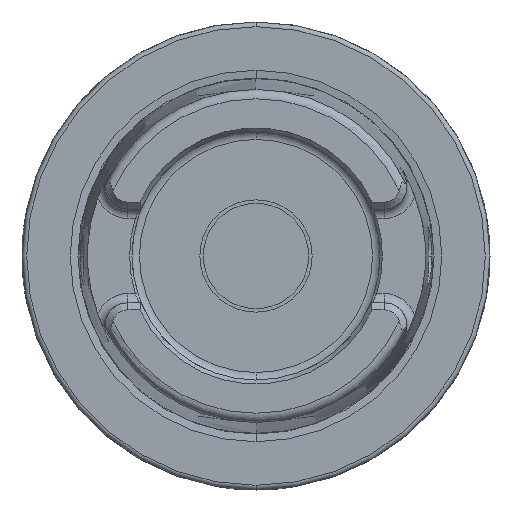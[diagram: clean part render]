
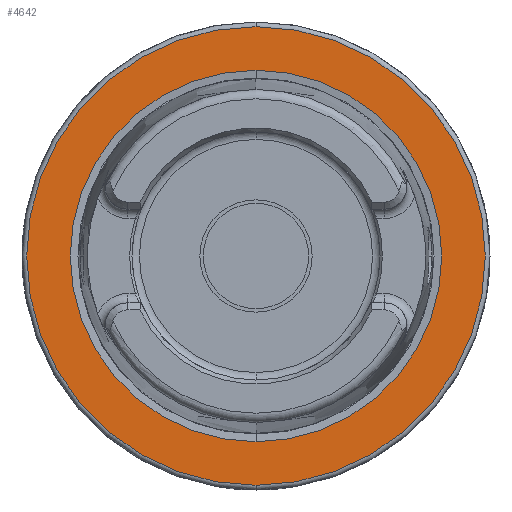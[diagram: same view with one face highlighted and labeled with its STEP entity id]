
A CAD part, left-side view. The second image highlights one B-rep face of the part: STEP entity #4642.
In plain terms, the highlighted planar face has unit normal (-1, 0, 0).
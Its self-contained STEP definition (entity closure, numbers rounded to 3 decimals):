
#1250=CARTESIAN_POINT('',(0.,0.,0.));
#1251=DIRECTION('',(1.,0.,0.));
#1252=DIRECTION('',(0.,0.,-1.));
#1253=AXIS2_PLACEMENT_3D('',#1250,#1251,#1252);
#1255=CARTESIAN_POINT('',(0.,0.,0.));
#1256=DIRECTION('',(1.,0.,0.));
#1257=DIRECTION('',(0.,0.,1.));
#1258=AXIS2_PLACEMENT_3D('',#1255,#1256,#1257);
#1260=CARTESIAN_POINT('',(0.,0.,0.));
#1261=DIRECTION('',(-1.,0.,0.));
#1262=DIRECTION('',(0.,0.,-1.));
#1263=AXIS2_PLACEMENT_3D('',#1260,#1261,#1262);
#1265=CARTESIAN_POINT('',(0.,0.,0.));
#1266=DIRECTION('',(-1.,0.,0.));
#1267=DIRECTION('',(0.,0.,1.));
#1268=AXIS2_PLACEMENT_3D('',#1265,#1266,#1267);
#2828=CARTESIAN_POINT('',(0.,0.,-39.682));
#2829=CARTESIAN_POINT('',(0.,0.,39.682));
#2830=VERTEX_POINT('',#2828);
#2831=VERTEX_POINT('',#2829);
#3141=CARTESIAN_POINT('',(0.,0.,-49.));
#3142=CARTESIAN_POINT('',(0.,0.,49.));
#3143=VERTEX_POINT('',#3141);
#3144=VERTEX_POINT('',#3142);
#4627=CARTESIAN_POINT('',(0.,0.,0.));
#4628=DIRECTION('',(1.,0.,0.));
#4629=DIRECTION('',(0.,0.,1.));
#4630=AXIS2_PLACEMENT_3D('',#4627,#4628,#4629);
#4631=PLANE('',#4630);
#4633=ORIENTED_EDGE('',*,*,#4632,.F.);
#4635=ORIENTED_EDGE('',*,*,#4634,.F.);
#4636=EDGE_LOOP('',(#4633,#4635));
#4637=FACE_OUTER_BOUND('',#4636,.F.);
#4638=ORIENTED_EDGE('',*,*,#4583,.F.);
#4639=ORIENTED_EDGE('',*,*,#4568,.F.);
#4640=EDGE_LOOP('',(#4638,#4639));
#4641=FACE_BOUND('',#4640,.F.);
#4642=ADVANCED_FACE('',(#4637,#4641),#4631,.F.);
#1254=CIRCLE('',#1253,39.682);
#1259=CIRCLE('',#1258,39.682);
#1264=CIRCLE('',#1263,49.);
#1269=CIRCLE('',#1268,49.);
#4568=EDGE_CURVE('',#2831,#2830,#1259,.T.);
#4583=EDGE_CURVE('',#2830,#2831,#1254,.T.);
#4632=EDGE_CURVE('',#3143,#3144,#1264,.T.);
#4634=EDGE_CURVE('',#3144,#3143,#1269,.T.);
